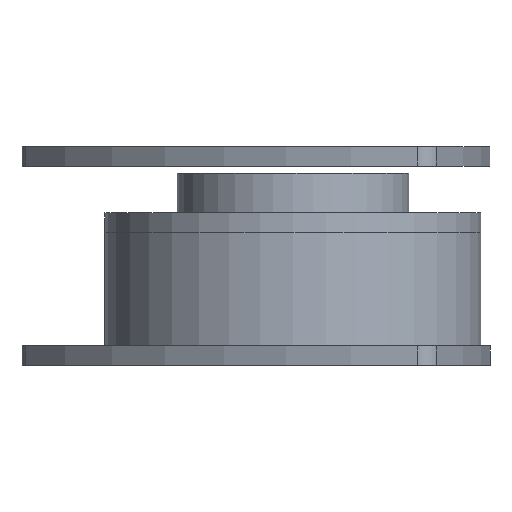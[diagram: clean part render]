
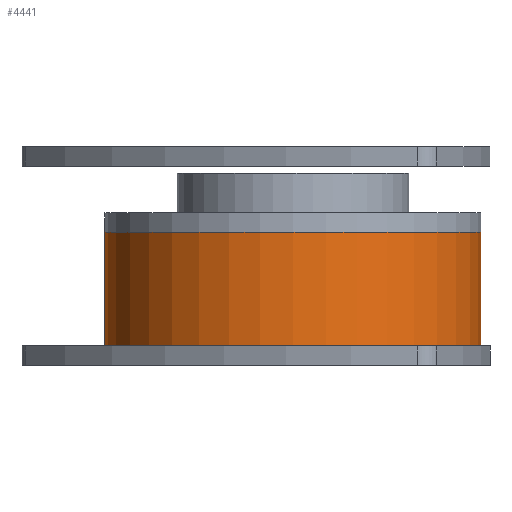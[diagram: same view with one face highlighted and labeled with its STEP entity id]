
A CAD part, left-side view. The second image highlights one B-rep face of the part: STEP entity #4441.
In plain terms, the highlighted cylindrical face has radius 46.22 mm (diameter 92.44 mm), a full revolution.
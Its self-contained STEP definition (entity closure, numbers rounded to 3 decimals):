
#4441 = ADVANCED_FACE('',(#4442),#4456,.T.);
#4442 = FACE_BOUND('',#4443,.F.);
#4443 = EDGE_LOOP('',(#4444,#4474,#4501,#4502));
#4444 = ORIENTED_EDGE('',*,*,#4445,.T.);
#4445 = EDGE_CURVE('',#4446,#4448,#4450,.T.);
#4446 = VERTEX_POINT('',#4447);
#4447 = CARTESIAN_POINT('',(46.22,0.,0.));
#4448 = VERTEX_POINT('',#4449);
#4449 = CARTESIAN_POINT('',(46.22,0.,27.9));
#4450 = SEAM_CURVE('',#4451,(#4455,#4467),.PCURVE_S1.);
#4451 = LINE('',#4452,#4453);
#4452 = CARTESIAN_POINT('',(46.22,0.,0.));
#4453 = VECTOR('',#4454,1.);
#4454 = DIRECTION('',(0.,0.,1.));
#4455 = PCURVE('',#4456,#4461);
#4456 = CYLINDRICAL_SURFACE('',#4457,46.22);
#4457 = AXIS2_PLACEMENT_3D('',#4458,#4459,#4460);
#4458 = CARTESIAN_POINT('',(0.,0.,0.));
#4459 = DIRECTION('',(-0.,-0.,-1.));
#4460 = DIRECTION('',(1.,0.,0.));
#4461 = DEFINITIONAL_REPRESENTATION('',(#4462),#4466);
#4462 = LINE('',#4463,#4464);
#4463 = CARTESIAN_POINT('',(-0.,0.));
#4464 = VECTOR('',#4465,1.);
#4465 = DIRECTION('',(-0.,-1.));
#4466 = ( GEOMETRIC_REPRESENTATION_CONTEXT(2) 
PARAMETRIC_REPRESENTATION_CONTEXT() REPRESENTATION_CONTEXT('2D SPACE',''
  ) );
#4467 = PCURVE('',#4456,#4468);
#4468 = DEFINITIONAL_REPRESENTATION('',(#4469),#4473);
#4469 = LINE('',#4470,#4471);
#4470 = CARTESIAN_POINT('',(-6.283,0.));
#4471 = VECTOR('',#4472,1.);
#4472 = DIRECTION('',(-0.,-1.));
#4473 = ( GEOMETRIC_REPRESENTATION_CONTEXT(2) 
PARAMETRIC_REPRESENTATION_CONTEXT() REPRESENTATION_CONTEXT('2D SPACE',''
  ) );
#4474 = ORIENTED_EDGE('',*,*,#4475,.T.);
#4475 = EDGE_CURVE('',#4448,#4448,#4476,.T.);
#4476 = SURFACE_CURVE('',#4477,(#4482,#4489),.PCURVE_S1.);
#4477 = CIRCLE('',#4478,46.22);
#4478 = AXIS2_PLACEMENT_3D('',#4479,#4480,#4481);
#4479 = CARTESIAN_POINT('',(0.,0.,27.9));
#4480 = DIRECTION('',(0.,0.,1.));
#4481 = DIRECTION('',(1.,0.,0.));
#4482 = PCURVE('',#4456,#4483);
#4483 = DEFINITIONAL_REPRESENTATION('',(#4484),#4488);
#4484 = LINE('',#4485,#4486);
#4485 = CARTESIAN_POINT('',(-0.,-27.9));
#4486 = VECTOR('',#4487,1.);
#4487 = DIRECTION('',(-1.,0.));
#4488 = ( GEOMETRIC_REPRESENTATION_CONTEXT(2) 
PARAMETRIC_REPRESENTATION_CONTEXT() REPRESENTATION_CONTEXT('2D SPACE',''
  ) );
#4489 = PCURVE('',#4490,#4495);
#4490 = PLANE('',#4491);
#4491 = AXIS2_PLACEMENT_3D('',#4492,#4493,#4494);
#4492 = CARTESIAN_POINT('',(0.,0.,27.9));
#4493 = DIRECTION('',(0.,0.,1.));
#4494 = DIRECTION('',(1.,0.,0.));
#4495 = DEFINITIONAL_REPRESENTATION('',(#4496),#4500);
#4496 = CIRCLE('',#4497,46.22);
#4497 = AXIS2_PLACEMENT_2D('',#4498,#4499);
#4498 = CARTESIAN_POINT('',(0.,0.));
#4499 = DIRECTION('',(1.,0.));
#4500 = ( GEOMETRIC_REPRESENTATION_CONTEXT(2) 
PARAMETRIC_REPRESENTATION_CONTEXT() REPRESENTATION_CONTEXT('2D SPACE',''
  ) );
#4501 = ORIENTED_EDGE('',*,*,#4445,.F.);
#4502 = ORIENTED_EDGE('',*,*,#4503,.F.);
#4503 = EDGE_CURVE('',#4446,#4446,#4504,.T.);
#4504 = SURFACE_CURVE('',#4505,(#4510,#4517),.PCURVE_S1.);
#4505 = CIRCLE('',#4506,46.22);
#4506 = AXIS2_PLACEMENT_3D('',#4507,#4508,#4509);
#4507 = CARTESIAN_POINT('',(0.,0.,0.));
#4508 = DIRECTION('',(0.,0.,1.));
#4509 = DIRECTION('',(1.,0.,0.));
#4510 = PCURVE('',#4456,#4511);
#4511 = DEFINITIONAL_REPRESENTATION('',(#4512),#4516);
#4512 = LINE('',#4513,#4514);
#4513 = CARTESIAN_POINT('',(-0.,0.));
#4514 = VECTOR('',#4515,1.);
#4515 = DIRECTION('',(-1.,0.));
#4516 = ( GEOMETRIC_REPRESENTATION_CONTEXT(2) 
PARAMETRIC_REPRESENTATION_CONTEXT() REPRESENTATION_CONTEXT('2D SPACE',''
  ) );
#4517 = PCURVE('',#4518,#4523);
#4518 = PLANE('',#4519);
#4519 = AXIS2_PLACEMENT_3D('',#4520,#4521,#4522);
#4520 = CARTESIAN_POINT('',(0.,0.,0.));
#4521 = DIRECTION('',(0.,0.,1.));
#4522 = DIRECTION('',(1.,0.,0.));
#4523 = DEFINITIONAL_REPRESENTATION('',(#4524),#4528);
#4524 = CIRCLE('',#4525,46.22);
#4525 = AXIS2_PLACEMENT_2D('',#4526,#4527);
#4526 = CARTESIAN_POINT('',(0.,0.));
#4527 = DIRECTION('',(1.,0.));
#4528 = ( GEOMETRIC_REPRESENTATION_CONTEXT(2) 
PARAMETRIC_REPRESENTATION_CONTEXT() REPRESENTATION_CONTEXT('2D SPACE',''
  ) );
